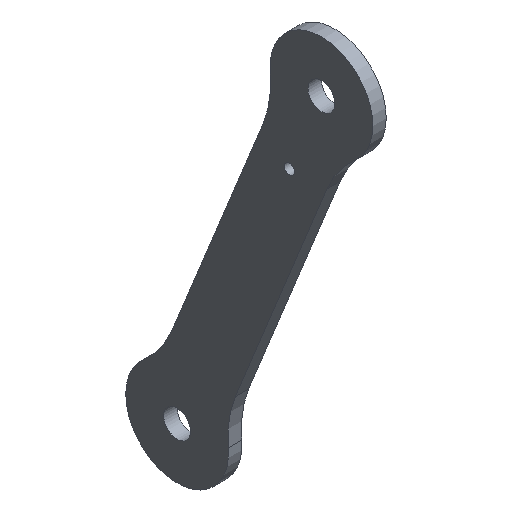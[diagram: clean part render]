
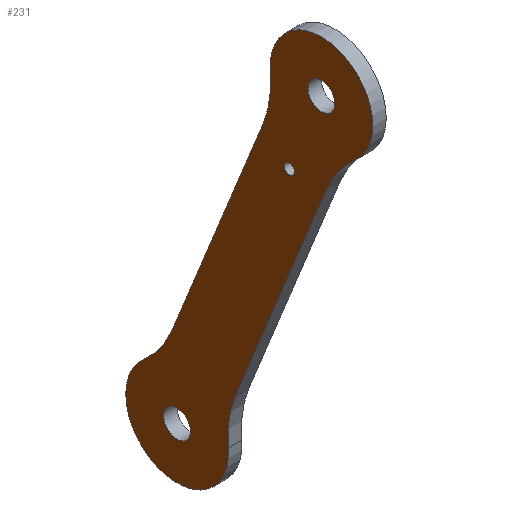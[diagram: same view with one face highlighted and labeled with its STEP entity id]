
A CAD part, isometric view. The second image highlights one B-rep face of the part: STEP entity #231.
In plain terms, the highlighted planar face has unit normal (-1, 0, 0).
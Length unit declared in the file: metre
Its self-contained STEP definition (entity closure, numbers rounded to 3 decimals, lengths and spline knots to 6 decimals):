
#29=LINE('',#370,#41);
#30=LINE('',#379,#42);
#41=VECTOR('',#296,1.);
#42=VECTOR('',#303,1.);
#53=ORIENTED_EDGE('',*,*,#113,.F.);
#54=ORIENTED_EDGE('',*,*,#114,.T.);
#55=ORIENTED_EDGE('',*,*,#115,.F.);
#56=ORIENTED_EDGE('',*,*,#116,.F.);
#57=ORIENTED_EDGE('',*,*,#117,.F.);
#58=ORIENTED_EDGE('',*,*,#118,.F.);
#59=ORIENTED_EDGE('',*,*,#119,.T.);
#60=ORIENTED_EDGE('',*,*,#120,.F.);
#61=ORIENTED_EDGE('',*,*,#121,.F.);
#62=ORIENTED_EDGE('',*,*,#122,.F.);
#63=ORIENTED_EDGE('',*,*,#123,.T.);
#113=EDGE_CURVE('',#143,#143,#165,.T.);
#114=EDGE_CURVE('',#144,#144,#166,.F.);
#115=EDGE_CURVE('',#145,#146,#29,.T.);
#116=EDGE_CURVE('',#147,#145,#167,.F.);
#117=EDGE_CURVE('',#148,#147,#168,.T.);
#118=EDGE_CURVE('',#149,#148,#169,.F.);
#119=EDGE_CURVE('',#149,#150,#30,.T.);
#120=EDGE_CURVE('',#151,#150,#170,.F.);
#121=EDGE_CURVE('',#152,#151,#171,.T.);
#122=EDGE_CURVE('',#146,#152,#172,.F.);
#123=EDGE_CURVE('',#153,#153,#173,.T.);
#143=VERTEX_POINT('',#367);
#144=VERTEX_POINT('',#369);
#145=VERTEX_POINT('',#371);
#146=VERTEX_POINT('',#372);
#147=VERTEX_POINT('',#374);
#148=VERTEX_POINT('',#376);
#149=VERTEX_POINT('',#378);
#150=VERTEX_POINT('',#380);
#151=VERTEX_POINT('',#382);
#152=VERTEX_POINT('',#384);
#153=VERTEX_POINT('',#387);
#165=CIRCLE('',#258,0.001191);
#166=CIRCLE('',#259,0.003175);
#167=CIRCLE('',#260,0.024245);
#168=CIRCLE('',#261,0.012123);
#169=CIRCLE('',#262,0.024245);
#170=CIRCLE('',#263,0.024245);
#171=CIRCLE('',#264,0.012123);
#172=CIRCLE('',#265,0.024245);
#173=CIRCLE('',#266,0.003175);
#183=EDGE_LOOP('',(#53));
#184=EDGE_LOOP('',(#54));
#185=EDGE_LOOP('',(#55,#56,#57,#58,#59,#60,#61,#62));
#186=EDGE_LOOP('',(#63));
#205=FACE_BOUND('',#183,.T.);
#206=FACE_BOUND('',#184,.T.);
#207=FACE_BOUND('',#185,.T.);
#208=FACE_BOUND('',#186,.T.);
#227=PLANE('',#257);
#231=ADVANCED_FACE('',(#205,#206,#207,#208),#227,.T.);
#257=AXIS2_PLACEMENT_3D('',#365,#290,#291);
#258=AXIS2_PLACEMENT_3D('',#366,#292,#293);
#259=AXIS2_PLACEMENT_3D('',#368,#294,#295);
#260=AXIS2_PLACEMENT_3D('',#373,#297,#298);
#261=AXIS2_PLACEMENT_3D('',#375,#299,#300);
#262=AXIS2_PLACEMENT_3D('',#377,#301,#302);
#263=AXIS2_PLACEMENT_3D('',#381,#304,#305);
#264=AXIS2_PLACEMENT_3D('',#383,#306,#307);
#265=AXIS2_PLACEMENT_3D('',#385,#308,#309);
#266=AXIS2_PLACEMENT_3D('',#386,#310,#311);
#290=DIRECTION('',(-1.,0.,0.));
#291=DIRECTION('',(0.,0.999,0.036));
#292=DIRECTION('',(-1.,0.,0.));
#293=DIRECTION('',(0.,-1.,0.));
#294=DIRECTION('',(-1.,0.,0.));
#295=DIRECTION('',(0.,-0.036,0.999));
#296=DIRECTION('',(0.,-0.376,0.927));
#297=DIRECTION('',(1.,0.,0.));
#298=DIRECTION('',(0.,0.036,-0.999));
#299=DIRECTION('',(1.,0.,0.));
#300=DIRECTION('',(0.,0.036,-0.999));
#301=DIRECTION('',(1.,0.,0.));
#302=DIRECTION('',(0.,0.036,-0.999));
#303=DIRECTION('',(0.,-0.376,0.927));
#304=DIRECTION('',(1.,0.,0.));
#305=DIRECTION('',(0.,0.036,-0.999));
#306=DIRECTION('',(1.,0.,0.));
#307=DIRECTION('',(0.,0.036,-0.999));
#308=DIRECTION('',(1.,0.,0.));
#309=DIRECTION('',(0.,0.036,-0.999));
#310=DIRECTION('',(1.,0.,0.));
#311=DIRECTION('',(0.,0.036,-0.999));
#365=CARTESIAN_POINT('',(-0.028142,0.382009,0.065304));
#366=CARTESIAN_POINT('',(-0.028142,0.3933,0.08661));
#367=CARTESIAN_POINT('',(-0.028142,0.392109,0.08661));
#368=CARTESIAN_POINT('',(-0.028142,0.385708,0.105334));
#369=CARTESIAN_POINT('',(-0.028142,0.385593,0.108507));
#370=CARTESIAN_POINT('',(-0.028142,0.409141,0.069051));
#371=CARTESIAN_POINT('',(-0.028142,0.421023,0.039746));
#372=CARTESIAN_POINT('',(-0.028142,0.399458,0.092931));
#373=CARTESIAN_POINT('',(-0.028142,0.443492,0.048856));
#374=CARTESIAN_POINT('',(-0.028142,0.427693,0.030465));
#375=CARTESIAN_POINT('',(-0.028142,0.419794,0.021269));
#376=CARTESIAN_POINT('',(-0.028142,0.407721,0.022367));
#377=CARTESIAN_POINT('',(-0.028142,0.383575,0.024562));
#378=CARTESIAN_POINT('',(-0.028142,0.406044,0.033672));
#379=CARTESIAN_POINT('',(-0.028142,0.394162,0.062977));
#380=CARTESIAN_POINT('',(-0.028142,0.384479,0.086857));
#381=CARTESIAN_POINT('',(-0.028142,0.36201,0.077747));
#382=CARTESIAN_POINT('',(-0.028142,0.377809,0.096139));
#383=CARTESIAN_POINT('',(-0.028142,0.385708,0.105334));
#384=CARTESIAN_POINT('',(-0.028142,0.397781,0.104237));
#385=CARTESIAN_POINT('',(-0.028142,0.421927,0.102042));
#386=CARTESIAN_POINT('',(-0.028142,0.419794,0.021269));
#387=CARTESIAN_POINT('',(-0.028142,0.419909,0.018096));
